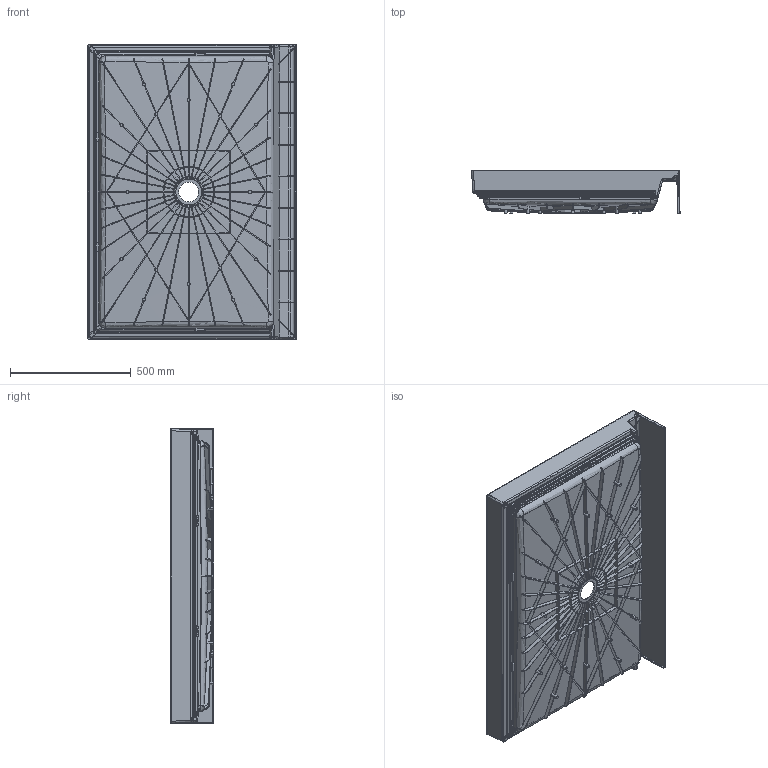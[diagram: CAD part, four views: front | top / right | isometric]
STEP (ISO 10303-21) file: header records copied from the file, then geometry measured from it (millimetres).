
FILE_DESCRIPTION (( 'STEP AP203' ), '1' );
FILE_NAME ('VP4834CPANNS.STEP', '2023-05-22T18:42:37', ( '' ), ( '' ), 'SwSTEP 2.0', 'SolidWorks 2020', '' );
FILE_SCHEMA (( 'CONFIG_CONTROL_DESIGN' ));
Length unit declared in the file: inch
Products named in the file (1): VP4834CPANNS
Bounding box: 865.13 x 178.82 x 1219.26 mm (x, y, z)
Volume: 7461625.4 mm3; surface area: 3828496.8 mm2
Topology: 1 solids, 1 shells, 1937 faces, 5194 edges, 3199 vertices
Faces by surface type: plane 704, bspline 442, cylinder 440, cone 213, torus 104, sphere 34
Entity records: 75035 total; most frequent: CARTESIAN_POINT 34594, ORIENTED_EDGE 10236, DIRECTION 6353, EDGE_CURVE 5118, VERTEX_POINT 3199, AXIS2_PLACEMENT_3D 2493, EDGE_LOOP 1955, FACE_OUTER_BOUND 1937
